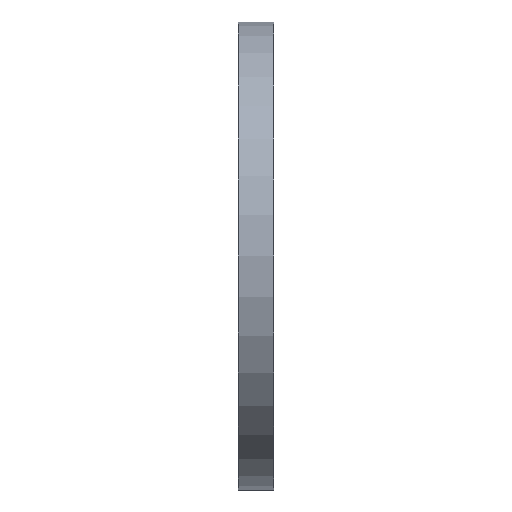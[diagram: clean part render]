
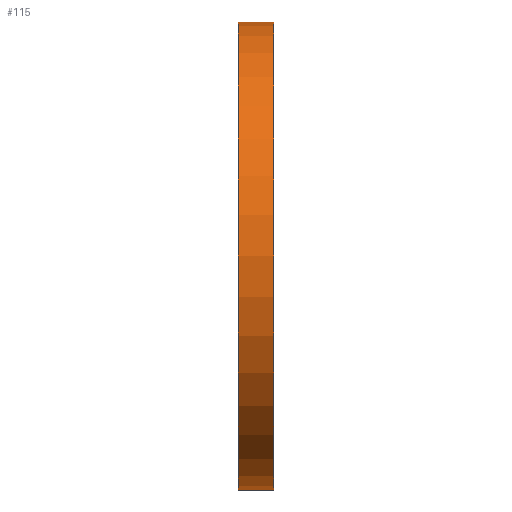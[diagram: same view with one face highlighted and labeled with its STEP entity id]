
A CAD part, left-side view. The second image highlights one B-rep face of the part: STEP entity #115.
In plain terms, the highlighted cylindrical face has radius 20 mm (diameter 40 mm), a partial arc.
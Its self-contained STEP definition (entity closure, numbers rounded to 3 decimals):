
#59 = CARTESIAN_POINT ( 'NONE',  ( 0., 3., -20. ) ) ;
#81 = AXIS2_PLACEMENT_3D ( 'NONE', #399, #557, #169 ) ;
#113 = DIRECTION ( 'NONE',  ( 0., -1., 0. ) ) ;
#114 = VERTEX_POINT ( 'NONE', #123 ) ;
#115 = ADVANCED_FACE ( 'NONE', ( #438 ), #313, .T. ) ;
#123 = CARTESIAN_POINT ( 'NONE',  ( 0., 0., 20. ) ) ;
#124 = AXIS2_PLACEMENT_3D ( 'NONE', #541, #650, #331 ) ;
#131 = CARTESIAN_POINT ( 'NONE',  ( 0., 3., -20. ) ) ;
#132 = DIRECTION ( 'NONE',  ( 0., -1., 0. ) ) ;
#141 = EDGE_CURVE ( 'NONE', #357, #409, #318, .T. ) ;
#169 = DIRECTION ( 'NONE',  ( 0., 0., -1. ) ) ;
#230 = ORIENTED_EDGE ( 'NONE', *, *, #141, .F. ) ;
#287 = VECTOR ( 'NONE', #113, 1000. ) ;
#288 = ORIENTED_EDGE ( 'NONE', *, *, #630, .T. ) ;
#294 = CARTESIAN_POINT ( 'NONE',  ( 0., 0., -20. ) ) ;
#313 = CYLINDRICAL_SURFACE ( 'NONE', #81, 20. ) ;
#317 = CIRCLE ( 'NONE', #392, 20. ) ;
#318 = CIRCLE ( 'NONE', #124, 20. ) ;
#331 = DIRECTION ( 'NONE',  ( 0., 0., 1. ) ) ;
#354 = EDGE_CURVE ( 'NONE', #409, #114, #375, .T. ) ;
#357 = VERTEX_POINT ( 'NONE', #59 ) ;
#375 = LINE ( 'NONE', #489, #287 ) ;
#392 = AXIS2_PLACEMENT_3D ( 'NONE', #443, #619, #507 ) ;
#399 = CARTESIAN_POINT ( 'NONE',  ( 0., 3., 0. ) ) ;
#409 = VERTEX_POINT ( 'NONE', #548 ) ;
#436 = VECTOR ( 'NONE', #132, 1000. ) ;
#438 = FACE_OUTER_BOUND ( 'NONE', #467, .T. ) ;
#443 = CARTESIAN_POINT ( 'NONE',  ( 0., 0., 0. ) ) ;
#455 = LINE ( 'NONE', #131, #436 ) ;
#463 = VERTEX_POINT ( 'NONE', #294 ) ;
#467 = EDGE_LOOP ( 'NONE', ( #647, #230, #288, #472 ) ) ;
#472 = ORIENTED_EDGE ( 'NONE', *, *, #565, .T. ) ;
#489 = CARTESIAN_POINT ( 'NONE',  ( 0., 3., 20. ) ) ;
#507 = DIRECTION ( 'NONE',  ( 0., 0., 1. ) ) ;
#541 = CARTESIAN_POINT ( 'NONE',  ( 0., 3., 0. ) ) ;
#548 = CARTESIAN_POINT ( 'NONE',  ( 0., 3., 20. ) ) ;
#557 = DIRECTION ( 'NONE',  ( 0., -1., 0. ) ) ;
#565 = EDGE_CURVE ( 'NONE', #463, #114, #317, .T. ) ;
#619 = DIRECTION ( 'NONE',  ( 0., 1., 0. ) ) ;
#630 = EDGE_CURVE ( 'NONE', #357, #463, #455, .T. ) ;
#647 = ORIENTED_EDGE ( 'NONE', *, *, #354, .F. ) ;
#650 = DIRECTION ( 'NONE',  ( 0., 1., 0. ) ) ;
